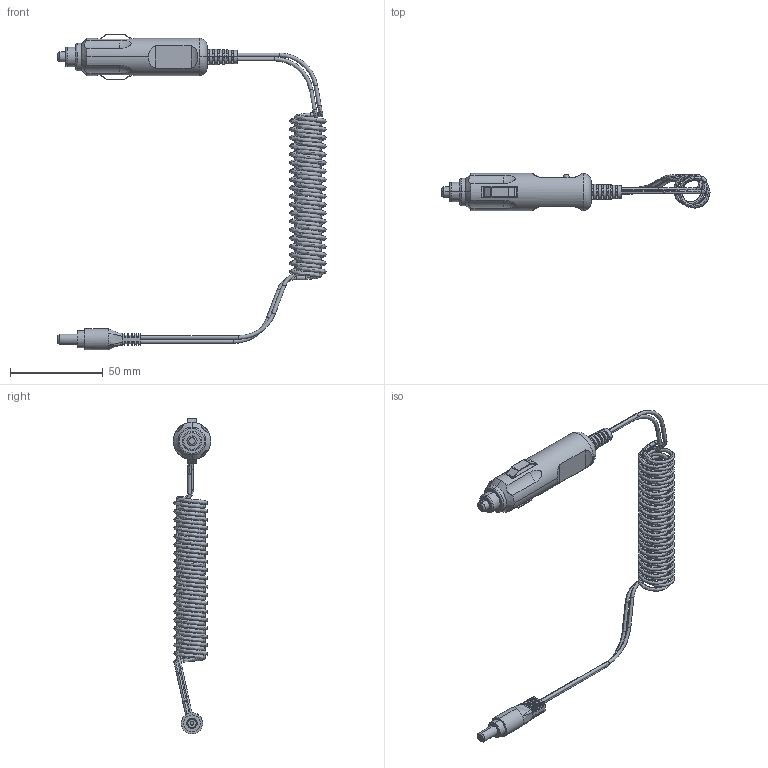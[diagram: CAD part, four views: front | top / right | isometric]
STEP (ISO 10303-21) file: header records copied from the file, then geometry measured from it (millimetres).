
FILE_DESCRIPTION (( 'STEP AP214' ), '1' );
FILE_NAME ('ZA5074.STEP', '2019-10-16T13:28:13', ( '' ), ( '' ), 'SwSTEP 2.0', 'SolidWorks 2017', '' );
FILE_SCHEMA (( 'AUTOMOTIVE_DESIGN' ));
Length unit declared in the file: millimetre
Products named in the file (4): APP-001-plug; ZA5074; cable; dc plug
Assembly tree (3 placements, depth 2):
  ZA5074
    dc plug
    APP-001-plug
    cable
Bounding box: 144.25 x 20.07 x 169.91 mm (x, y, z)
Volume: 31017 mm3; surface area: 22012.4 mm2
Topology: 10 solids, 10 shells, 389 faces, 1002 edges, 657 vertices
Faces by surface type: plane 215, cylinder 86, bspline 48, torus 32, cone 6, sphere 2
Entity records: 29145 total; most frequent: CARTESIAN_POINT 19559, ORIENTED_EDGE 1988, DIRECTION 1878, EDGE_CURVE 994, VERTEX_POINT 655, AXIS2_PLACEMENT_3D 650, LINE 578, VECTOR 578
